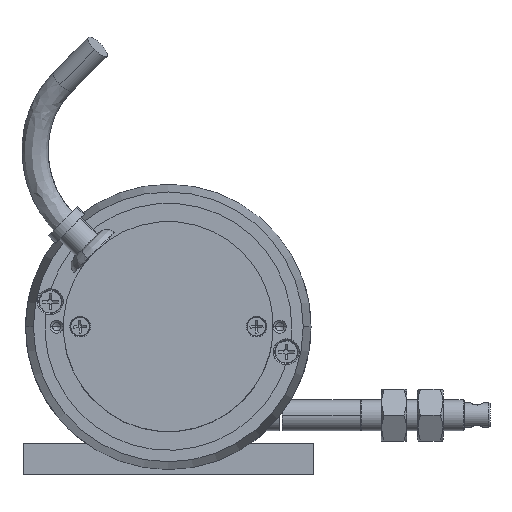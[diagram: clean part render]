
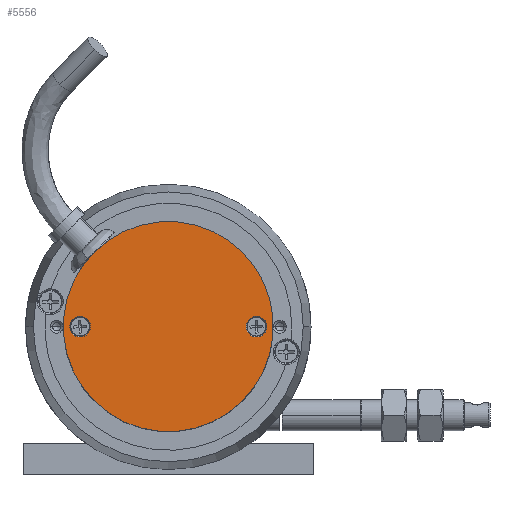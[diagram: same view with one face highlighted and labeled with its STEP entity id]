
A CAD part, top view. The second image highlights one B-rep face of the part: STEP entity #5556.
In plain terms, the highlighted planar face has unit normal (0, 0, 1).
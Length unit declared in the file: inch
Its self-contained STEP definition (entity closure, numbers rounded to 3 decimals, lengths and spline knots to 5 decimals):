
#199 = AXIS2_PLACEMENT_3D ( 'NONE', #12970, #14397, #19299 ) ;
#347 = CIRCLE ( 'NONE', #9372, 0.07874 ) ;
#560 = ORIENTED_EDGE ( 'NONE', *, *, #8212, .F. ) ;
#561 = ORIENTED_EDGE ( 'NONE', *, *, #1784, .F. ) ;
#683 = ORIENTED_EDGE ( 'NONE', *, *, #1191, .F. ) ;
#1157 = DIRECTION ( 'NONE',  ( 0.707, 0.707, 0. ) ) ;
#1191 = EDGE_CURVE ( 'NONE', #16938, #13242, #20545, .T. ) ;
#1784 = EDGE_CURVE ( 'NONE', #13242, #16938, #18798, .T. ) ;
#2104 = EDGE_LOOP ( 'NONE', ( #12697, #560 ) ) ;
#2488 = DIRECTION ( 'NONE',  ( 0., 0., -1. ) ) ;
#2539 = CARTESIAN_POINT ( 'NONE',  ( 0.66929, 0., 0.98425 ) ) ;
#2818 = CARTESIAN_POINT ( 'NONE',  ( 0., 0., 0.98425 ) ) ;
#2965 = FACE_BOUND ( 'NONE', #7626, .T. ) ;
#3113 = AXIS2_PLACEMENT_3D ( 'NONE', #21258, #6535, #12744 ) ;
#3169 = CARTESIAN_POINT ( 'NONE',  ( 0.72497, 0.05568, 0.98425 ) ) ;
#3279 = EDGE_CURVE ( 'NONE', #5804, #20458, #17645, .T. ) ;
#4649 = DIRECTION ( 'NONE',  ( 0., 0., 1. ) ) ;
#5556 = ADVANCED_FACE ( 'NONE', ( #2965, #14604, #17775 ), #9808, .F. ) ;
#5804 = VERTEX_POINT ( 'NONE', #8153 ) ;
#6520 = DIRECTION ( 'NONE',  ( 0., 0., 1. ) ) ;
#6535 = DIRECTION ( 'NONE',  ( 0., 0., -1. ) ) ;
#6904 = EDGE_CURVE ( 'NONE', #20458, #5804, #16549, .T. ) ;
#7622 = CIRCLE ( 'NONE', #19801, 0.07874 ) ;
#7626 = EDGE_LOOP ( 'NONE', ( #561, #683 ) ) ;
#7669 = AXIS2_PLACEMENT_3D ( 'NONE', #10095, #4649, #18820 ) ;
#7801 = CARTESIAN_POINT ( 'NONE',  ( -0.61361, 0.05568, 0.98425 ) ) ;
#7804 = CARTESIAN_POINT ( 'NONE',  ( -0.66929, 0., 0.98425 ) ) ;
#8153 = CARTESIAN_POINT ( 'NONE',  ( -0.56374, -0.56374, 0.98425 ) ) ;
#8212 = EDGE_CURVE ( 'NONE', #9649, #17701, #7622, .T. ) ;
#9372 = AXIS2_PLACEMENT_3D ( 'NONE', #7804, #21304, #1157 ) ;
#9381 = AXIS2_PLACEMENT_3D ( 'NONE', #2539, #11009, #17678 ) ;
#9649 = VERTEX_POINT ( 'NONE', #11504 ) ;
#9808 = PLANE ( 'NONE',  #3113 ) ;
#10002 = EDGE_CURVE ( 'NONE', #17701, #9649, #347, .T. ) ;
#10095 = CARTESIAN_POINT ( 'NONE',  ( 0.66929, 0., 0.98425 ) ) ;
#11009 = DIRECTION ( 'NONE',  ( 0., 0., 1. ) ) ;
#11504 = CARTESIAN_POINT ( 'NONE',  ( -0.72497, -0.05568, 0.98425 ) ) ;
#11733 = CARTESIAN_POINT ( 'NONE',  ( -0.66929, 0., 0.98425 ) ) ;
#12697 = ORIENTED_EDGE ( 'NONE', *, *, #10002, .F. ) ;
#12744 = DIRECTION ( 'NONE',  ( -0.707, -0.707, 0. ) ) ;
#12970 = CARTESIAN_POINT ( 'NONE',  ( 0., 0., 0.98425 ) ) ;
#13242 = VERTEX_POINT ( 'NONE', #19115 ) ;
#13819 = AXIS2_PLACEMENT_3D ( 'NONE', #2818, #2488, #19157 ) ;
#14397 = DIRECTION ( 'NONE',  ( 0., 0., -1. ) ) ;
#14604 = FACE_BOUND ( 'NONE', #2104, .T. ) ;
#16549 = CIRCLE ( 'NONE', #199, 0.79724 ) ;
#16938 = VERTEX_POINT ( 'NONE', #3169 ) ;
#17028 = CARTESIAN_POINT ( 'NONE',  ( 0.56374, 0.56374, 0.98425 ) ) ;
#17645 = CIRCLE ( 'NONE', #13819, 0.79724 ) ;
#17678 = DIRECTION ( 'NONE',  ( -0.707, -0.707, 0. ) ) ;
#17701 = VERTEX_POINT ( 'NONE', #7801 ) ;
#17755 = EDGE_LOOP ( 'NONE', ( #19601, #20784 ) ) ;
#17775 = FACE_OUTER_BOUND ( 'NONE', #17755, .T. ) ;
#18410 = DIRECTION ( 'NONE',  ( 0.707, 0.707, 0. ) ) ;
#18798 = CIRCLE ( 'NONE', #9381, 0.07874 ) ;
#18820 = DIRECTION ( 'NONE',  ( -0.707, -0.707, 0. ) ) ;
#19115 = CARTESIAN_POINT ( 'NONE',  ( 0.61361, -0.05568, 0.98425 ) ) ;
#19157 = DIRECTION ( 'NONE',  ( -0.707, -0.707, 0. ) ) ;
#19299 = DIRECTION ( 'NONE',  ( -0.707, -0.707, 0. ) ) ;
#19601 = ORIENTED_EDGE ( 'NONE', *, *, #3279, .F. ) ;
#19801 = AXIS2_PLACEMENT_3D ( 'NONE', #11733, #6520, #18410 ) ;
#20458 = VERTEX_POINT ( 'NONE', #17028 ) ;
#20545 = CIRCLE ( 'NONE', #7669, 0.07874 ) ;
#20784 = ORIENTED_EDGE ( 'NONE', *, *, #6904, .F. ) ;
#21258 = CARTESIAN_POINT ( 'NONE',  ( 0., 0., 0.98425 ) ) ;
#21304 = DIRECTION ( 'NONE',  ( 0., 0., 1. ) ) ;
